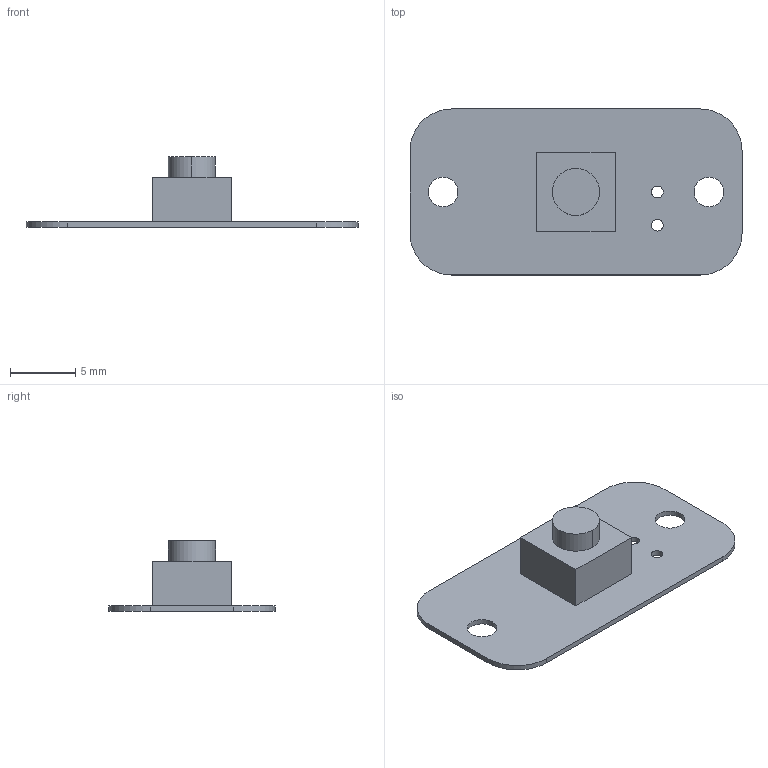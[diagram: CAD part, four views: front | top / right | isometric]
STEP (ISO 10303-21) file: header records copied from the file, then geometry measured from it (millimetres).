
FILE_DESCRIPTION(('Open CASCADE Model'),'2;1');
FILE_NAME('Open CASCADE Shape Model','2019-03-04T17:06:07',('Author'),( 'Open CASCADE'),'Open CASCADE STEP processor 6.8','Open CASCADE 6.8' ,'Unknown');
FILE_SCHEMA(('AUTOMOTIVE_DESIGN { 1 0 10303 214 1 1 1 1 }'));
Length unit declared in the file: millimetre
Products named in the file (4): PCB; Board; S1; EVQ-22705R_PushButton
Assembly tree (3 placements, depth 3):
  PCB
    Board
    S1
      EVQ-22705R_PushButton
Bounding box: 25.4 x 12.7 x 5.41 mm (x, y, z)
Volume: 263.4 mm3; surface area: 817.7 mm2
Topology: 2 solids, 2 shells, 25 faces, 60 edges, 40 vertices
Faces by surface type: plane 13, cylinder 12
Full cylindrical faces by diameter (mm): 0.9 x2, 1 x2, 2.26 x2
Entity records: 866 total; most frequent: DIRECTION 142, CARTESIAN_POINT 129, ORIENTED_EDGE 120, EDGE_CURVE 60, AXIS2_PLACEMENT_3D 53, VERTEX_POINT 40, FACE_BOUND 38, EDGE_LOOP 38
